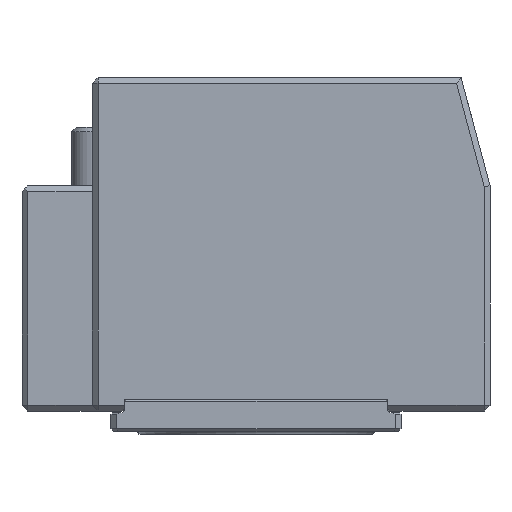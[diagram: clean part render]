
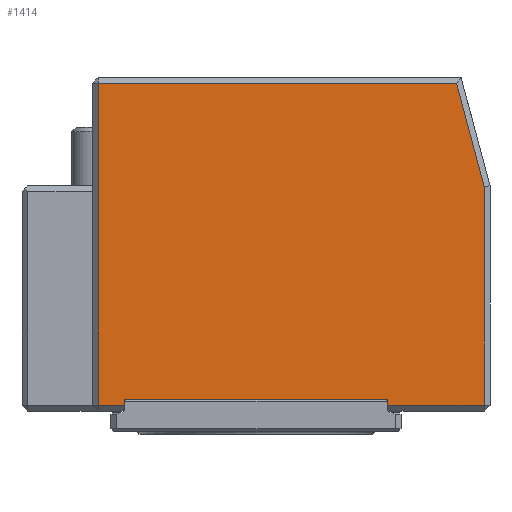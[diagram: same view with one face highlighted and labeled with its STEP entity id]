
A CAD part, front view. The second image highlights one B-rep face of the part: STEP entity #1414.
In plain terms, the highlighted planar face has unit normal (0, -1, 0).
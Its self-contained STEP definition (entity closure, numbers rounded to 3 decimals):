
#183=LINE('',#7720,#712);
#184=LINE('',#7722,#713);
#246=LINE('',#7950,#775);
#304=LINE('',#8126,#833);
#305=LINE('',#8128,#834);
#307=LINE('',#8133,#836);
#312=LINE('',#8144,#841);
#313=LINE('',#8146,#842);
#314=LINE('',#8147,#843);
#712=VECTOR('',#5705,1.);
#713=VECTOR('',#5708,1.);
#775=VECTOR('',#5868,1.);
#833=VECTOR('',#6038,1.);
#834=VECTOR('',#6041,1.);
#836=VECTOR('',#6045,1.);
#841=VECTOR('',#6058,1.);
#842=VECTOR('',#6059,1.);
#843=VECTOR('',#6060,1.);
#1414=ADVANCED_FACE('',(#1889),#1658,.T.);
#1658=PLANE('',#5220);
#1889=FACE_OUTER_BOUND('',#2150,.T.);
#2150=EDGE_LOOP('',(#2951,#2952,#2953,#2954,#2955,#2956,#2957,#2958,#2959,
#2960,#2961));
#2951=ORIENTED_EDGE('',*,*,#4543,.T.);
#2952=ORIENTED_EDGE('',*,*,#4544,.T.);
#2953=ORIENTED_EDGE('',*,*,#4535,.T.);
#2954=ORIENTED_EDGE('',*,*,#4534,.T.);
#2955=ORIENTED_EDGE('',*,*,#4447,.T.);
#2956=ORIENTED_EDGE('',*,*,#4354,.T.);
#2957=ORIENTED_EDGE('',*,*,#4537,.T.);
#2958=ORIENTED_EDGE('',*,*,#4545,.F.);
#2959=ORIENTED_EDGE('',*,*,#4546,.T.);
#2960=ORIENTED_EDGE('',*,*,#4353,.F.);
#2961=ORIENTED_EDGE('',*,*,#4542,.T.);
#3788=VERTEX_POINT('',#7489);
#3817=VERTEX_POINT('',#7573);
#3828=VERTEX_POINT('',#7609);
#3861=VERTEX_POINT('',#7717);
#3862=VERTEX_POINT('',#7719);
#3935=VERTEX_POINT('',#7948);
#3981=VERTEX_POINT('',#8125);
#3982=VERTEX_POINT('',#8131);
#3985=VERTEX_POINT('',#8141);
#3986=VERTEX_POINT('',#8145);
#3987=VERTEX_POINT('',#8148);
#4353=EDGE_CURVE('',#3862,#3861,#183,.T.);
#4354=EDGE_CURVE('',#3788,#3817,#184,.T.);
#4447=EDGE_CURVE('',#3935,#3788,#246,.T.);
#4534=EDGE_CURVE('',#3981,#3935,#304,.T.);
#4535=EDGE_CURVE('',#3828,#3981,#305,.T.);
#4537=EDGE_CURVE('',#3817,#3982,#307,.T.);
#4542=EDGE_CURVE('',#3862,#3985,#4945,.T.);
#4543=EDGE_CURVE('',#3985,#3986,#312,.T.);
#4544=EDGE_CURVE('',#3986,#3828,#313,.T.);
#4545=EDGE_CURVE('',#3987,#3982,#314,.T.);
#4546=EDGE_CURVE('',#3987,#3861,#4946,.T.);
#4945=CIRCLE('',#5217,0.3);
#4946=CIRCLE('',#5219,0.3);
#5217=AXIS2_PLACEMENT_3D('',#8142,#6054,#6055);
#5219=AXIS2_PLACEMENT_3D('',#8149,#6061,#6062);
#5220=AXIS2_PLACEMENT_3D('',#8150,#6063,#6064);
#5705=DIRECTION('',(-1.,0.,0.));
#5708=DIRECTION('',(0.,0.,-1.));
#5868=DIRECTION('',(-1.,0.,0.));
#6038=DIRECTION('',(-0.259,0.,0.966));
#6041=DIRECTION('',(0.,0.,1.));
#6045=DIRECTION('',(1.,0.,0.));
#6054=DIRECTION('',(0.,1.,0.));
#6055=DIRECTION('',(-1.,0.,0.));
#6058=DIRECTION('',(0.,0.,-1.));
#6059=DIRECTION('',(1.,0.,0.));
#6060=DIRECTION('',(0.,0.,-1.));
#6061=DIRECTION('',(0.,1.,0.));
#6062=DIRECTION('',(-1.,0.,0.));
#6063=DIRECTION('',(0.,-1.,0.));
#6064=DIRECTION('',(0.,0.,-1.));
#7489=CARTESIAN_POINT('',(-27.,-112.,17.5));
#7573=CARTESIAN_POINT('',(-27.,-112.,-37.5));
#7609=CARTESIAN_POINT('',(39.,-112.,-37.5));
#7717=CARTESIAN_POINT('',(-22.2,-112.,-36.5));
#7719=CARTESIAN_POINT('',(22.2,-112.,-36.5));
#7720=CARTESIAN_POINT('',(27.5,-112.,-36.5));
#7722=CARTESIAN_POINT('',(-27.,-112.,-38.5));
#7948=CARTESIAN_POINT('',(34.276,-112.,17.5));
#7950=CARTESIAN_POINT('',(40.,-112.,17.5));
#8125=CARTESIAN_POINT('',(39.,-112.,-0.132));
#8126=CARTESIAN_POINT('',(34.077,-112.,18.241));
#8128=CARTESIAN_POINT('',(39.,-112.,-38.5));
#8131=CARTESIAN_POINT('',(-22.5,-112.,-37.5));
#8133=CARTESIAN_POINT('',(40.,-112.,-37.5));
#8141=CARTESIAN_POINT('',(22.5,-112.,-36.8));
#8142=CARTESIAN_POINT('',(22.2,-112.,-36.8));
#8144=CARTESIAN_POINT('',(22.5,-112.,-36.5));
#8145=CARTESIAN_POINT('',(22.5,-112.,-37.5));
#8146=CARTESIAN_POINT('',(40.,-112.,-37.5));
#8147=CARTESIAN_POINT('',(-22.5,-112.,-36.5));
#8148=CARTESIAN_POINT('',(-22.5,-112.,-36.8));
#8149=CARTESIAN_POINT('',(-22.2,-112.,-36.8));
#8150=CARTESIAN_POINT('',(40.,-112.,-38.5));
